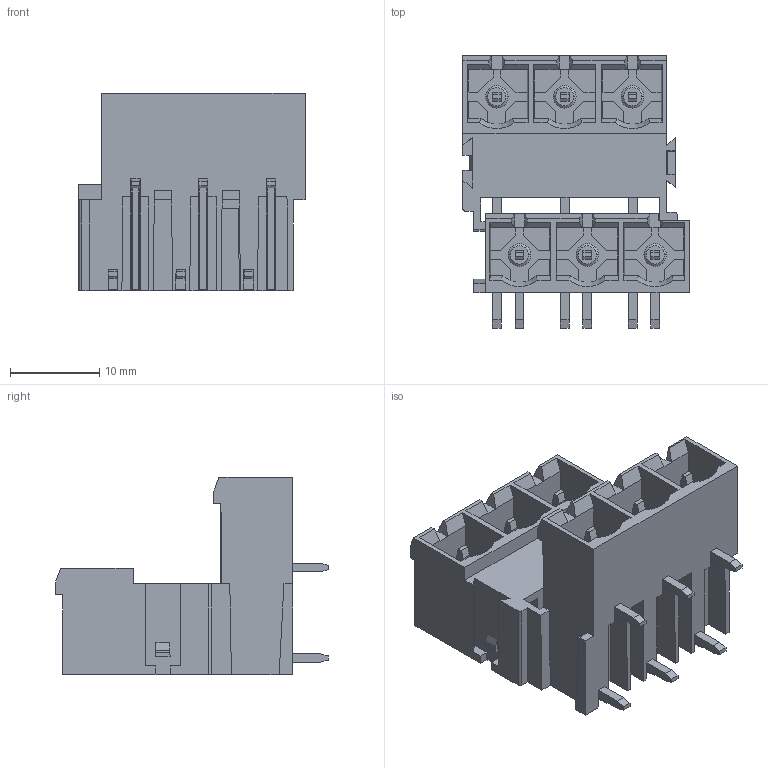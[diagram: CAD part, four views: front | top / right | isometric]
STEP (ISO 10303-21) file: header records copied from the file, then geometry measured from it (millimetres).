
FILE_DESCRIPTION (( 'STEP AP203' ), '1' );
FILE_NAME ('SOKETLI BASKILI DEVRE KLEMENSI - 7,62 MM KATLI ERKEK 90 - 3 LI.STEP', '2018-09-24T13:19:07', ( 'user' ), ( '' ), 'SwSTEP 2.0', 'SolidWorks 2016', '' );
FILE_SCHEMA (( 'CONFIG_CONTROL_DESIGN' ));
Length unit declared in the file: millimetre
Products named in the file (1): SOKETLI BASKILI DEVRE KLEMENSI  - 7,62 MM KATLI ERKEK 90 - 3 LI
Bounding box: 25.4 x 30.63 x 22.16 mm (x, y, z)
Volume: 3382.4 mm3; surface area: 8035.7 mm2
Topology: 1 solids, 1 shells, 597 faces, 1699 edges, 1110 vertices
Faces by surface type: plane 540, cylinder 33, cone 24
Entity records: 19132 total; most frequent: CARTESIAN_POINT 3467, ORIENTED_EDGE 3398, DIRECTION 2975, EDGE_CURVE 1699, VECTOR 1579, LINE 1579, VERTEX_POINT 1110, AXIS2_PLACEMENT_3D 698
